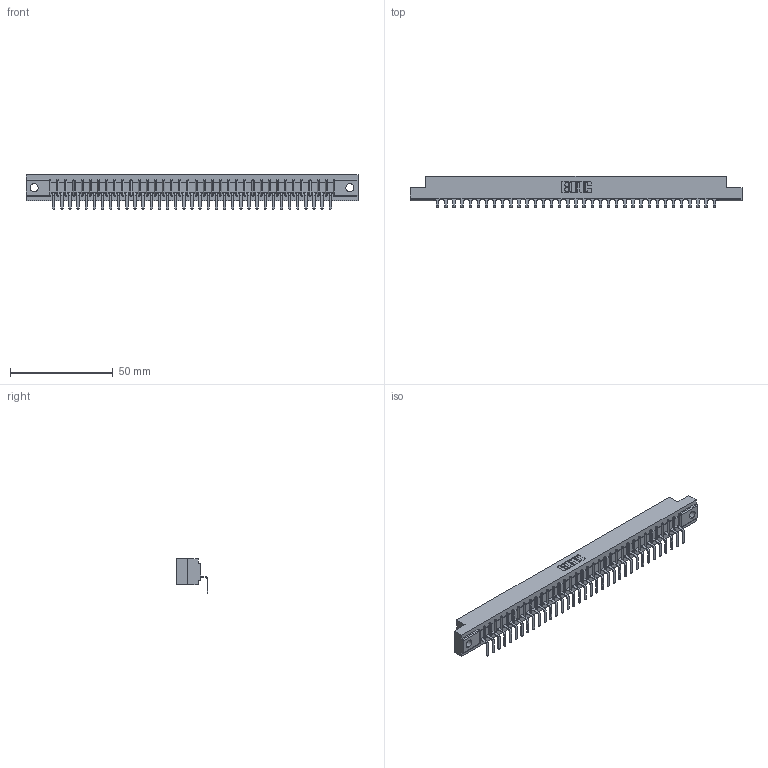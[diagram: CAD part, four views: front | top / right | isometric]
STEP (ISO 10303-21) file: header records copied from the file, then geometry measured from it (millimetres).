
FILE_DESCRIPTION (( 'STEP AP203' ), '1' );
FILE_NAME ('307-035-559-102.STEP', '2019-09-05T16:48:44', ( '' ), ( '' ), 'SwSTEP 2.0', 'SolidWorks 2016', '' );
FILE_SCHEMA (( 'CONFIG_CONTROL_DESIGN' ));
Length unit declared in the file: inch
Products named in the file (3): 307-290-001_558 559 - 1 (Single); 307 Part_.128 Dia Mounting Holes; 307-035-559-102
Assembly tree (36 placements, depth 2):
  307-035-559-102
    307 Part_.128 Dia Mounting Holes
    307-290-001_558 559 - 1 (Single)  x35
Bounding box: 161.7 x 15.46 x 16.8 mm (x, y, z)
Volume: 16701.1 mm3; surface area: 17643.9 mm2
Topology: 36 solids, 36 shells, 2254 faces, 6413 edges, 4130 vertices
Faces by surface type: plane 1435, cylinder 747, sphere 72
Entity records: 30974 total; most frequent: CARTESIAN_POINT 5216, ORIENTED_EDGE 5202, DIRECTION 5077, EDGE_CURVE 2601, VECTOR 1991, LINE 1991, VERTEX_POINT 1682, AXIS2_PLACEMENT_3D 1543
